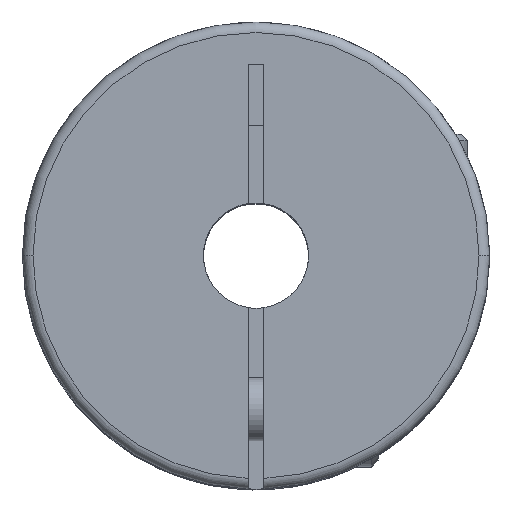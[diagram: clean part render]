
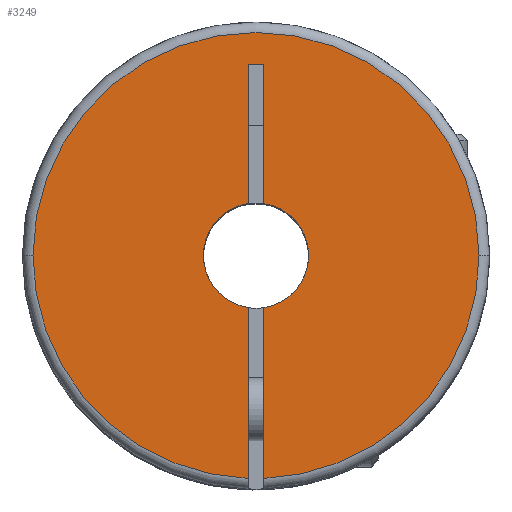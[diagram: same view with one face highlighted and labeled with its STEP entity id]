
A CAD part, top view. The second image highlights one B-rep face of the part: STEP entity #3249.
In plain terms, the highlighted planar face has unit normal (0, 0, 1).
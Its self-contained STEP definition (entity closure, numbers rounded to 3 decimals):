
#24 = EDGE_CURVE ( 'NONE', #1515, #1100, #2194, .T. ) ;
#49 = CARTESIAN_POINT ( 'NONE',  ( 0., 0., 0. ) ) ;
#51 = ORIENTED_EDGE ( 'NONE', *, *, #450, .F. ) ;
#64 = CARTESIAN_POINT ( 'NONE',  ( -0.375, 9.1, 0. ) ) ;
#85 = VERTEX_POINT ( 'NONE', #764 ) ;
#121 = CARTESIAN_POINT ( 'NONE',  ( 0.375, 9.1, 0. ) ) ;
#162 = ORIENTED_EDGE ( 'NONE', *, *, #2182, .F. ) ;
#182 = CIRCLE ( 'NONE', #2015, 10.6 ) ;
#189 = CARTESIAN_POINT ( 'NONE',  ( 0.375, -11.1, 0. ) ) ;
#199 = DIRECTION ( 'NONE',  ( -1., 0., 0. ) ) ;
#201 = DIRECTION ( 'NONE',  ( 0., -1., 0. ) ) ;
#222 = LINE ( 'NONE', #189, #1643 ) ;
#255 = CARTESIAN_POINT ( 'NONE',  ( 0., 0., 0. ) ) ;
#312 = AXIS2_PLACEMENT_3D ( 'NONE', #446, #1899, #3443 ) ;
#402 = VERTEX_POINT ( 'NONE', #121 ) ;
#440 = EDGE_CURVE ( 'NONE', #1963, #402, #993, .T. ) ;
#442 = CARTESIAN_POINT ( 'NONE',  ( 0., 0., 0. ) ) ;
#446 = CARTESIAN_POINT ( 'NONE',  ( 0., 0., 0. ) ) ;
#450 = EDGE_CURVE ( 'NONE', #3757, #1634, #653, .T. ) ;
#653 = LINE ( 'NONE', #64, #1816 ) ;
#764 = CARTESIAN_POINT ( 'NONE',  ( 10.6, 0., 0. ) ) ;
#802 = DIRECTION ( 'NONE',  ( 0., 1., 0. ) ) ;
#842 = DIRECTION ( 'NONE',  ( 0., 0., -1. ) ) ;
#943 = DIRECTION ( 'NONE',  ( 0., 0., -1. ) ) ;
#993 = LINE ( 'NONE', #3752, #3847 ) ;
#1011 = ORIENTED_EDGE ( 'NONE', *, *, #1311, .F. ) ;
#1033 = VERTEX_POINT ( 'NONE', #3483 ) ;
#1100 = VERTEX_POINT ( 'NONE', #1472 ) ;
#1103 = EDGE_CURVE ( 'NONE', #1033, #2736, #182, .T. ) ;
#1112 = CARTESIAN_POINT ( 'NONE',  ( 0.375, 9.1, 0. ) ) ;
#1311 = EDGE_CURVE ( 'NONE', #1515, #1033, #1723, .T. ) ;
#1377 = ORIENTED_EDGE ( 'NONE', *, *, #2803, .T. ) ;
#1396 = CARTESIAN_POINT ( 'NONE',  ( -0.375, 9.1, 0. ) ) ;
#1459 = DIRECTION ( 'NONE',  ( 0., 0., -1. ) ) ;
#1472 = CARTESIAN_POINT ( 'NONE',  ( -2.5, 0., 0. ) ) ;
#1484 = CARTESIAN_POINT ( 'NONE',  ( -0.375, -2.472, 0. ) ) ;
#1495 = CARTESIAN_POINT ( 'NONE',  ( 0.375, 2.472, 0. ) ) ;
#1515 = VERTEX_POINT ( 'NONE', #1484 ) ;
#1589 = CARTESIAN_POINT ( 'NONE',  ( -0.375, 2.472, 0. ) ) ;
#1634 = VERTEX_POINT ( 'NONE', #1589 ) ;
#1643 = VECTOR ( 'NONE', #802, 1000. ) ;
#1651 = DIRECTION ( 'NONE',  ( 0., 0., -1. ) ) ;
#1723 = LINE ( 'NONE', #2233, #3916 ) ;
#1769 = CARTESIAN_POINT ( 'NONE',  ( -10.6, 0., 0. ) ) ;
#1790 = DIRECTION ( 'NONE',  ( -1., 0., 0. ) ) ;
#1797 = DIRECTION ( 'NONE',  ( 0., 0., -1. ) ) ;
#1816 = VECTOR ( 'NONE', #1864, 1000. ) ;
#1817 = DIRECTION ( 'NONE',  ( 0., -1., 0. ) ) ;
#1825 = CARTESIAN_POINT ( 'NONE',  ( 0., 0., 0. ) ) ;
#1829 = CIRCLE ( 'NONE', #312, 2.5 ) ;
#1863 = ORIENTED_EDGE ( 'NONE', *, *, #2030, .T. ) ;
#1864 = DIRECTION ( 'NONE',  ( 0., -1., 0. ) ) ;
#1899 = DIRECTION ( 'NONE',  ( 0., 0., -1. ) ) ;
#1963 = VERTEX_POINT ( 'NONE', #1495 ) ;
#2010 = DIRECTION ( 'NONE',  ( -1., 0., 0. ) ) ;
#2015 = AXIS2_PLACEMENT_3D ( 'NONE', #2416, #2332, #1790 ) ;
#2030 = EDGE_CURVE ( 'NONE', #1963, #3058, #1829, .T. ) ;
#2182 = EDGE_CURVE ( 'NONE', #2830, #3058, #222, .T. ) ;
#2192 = CIRCLE ( 'NONE', #3779, 10.6 ) ;
#2194 = CIRCLE ( 'NONE', #2387, 2.5 ) ;
#2199 = DIRECTION ( 'NONE',  ( 0., 1., 0. ) ) ;
#2208 = EDGE_CURVE ( 'NONE', #85, #2830, #2634, .T. ) ;
#2210 = AXIS2_PLACEMENT_3D ( 'NONE', #1825, #943, #3591 ) ;
#2233 = CARTESIAN_POINT ( 'NONE',  ( -0.375, 9.1, 0. ) ) ;
#2247 = ORIENTED_EDGE ( 'NONE', *, *, #3624, .F. ) ;
#2282 = VECTOR ( 'NONE', #199, 1000. ) ;
#2330 = CARTESIAN_POINT ( 'NONE',  ( 0., 0., 0. ) ) ;
#2332 = DIRECTION ( 'NONE',  ( 0., 0., -1. ) ) ;
#2387 = AXIS2_PLACEMENT_3D ( 'NONE', #442, #1651, #3376 ) ;
#2416 = CARTESIAN_POINT ( 'NONE',  ( 0., 0., 0. ) ) ;
#2477 = ORIENTED_EDGE ( 'NONE', *, *, #440, .F. ) ;
#2502 = CARTESIAN_POINT ( 'NONE',  ( 0.375, -2.472, 0. ) ) ;
#2601 = LINE ( 'NONE', #1112, #2282 ) ;
#2634 = CIRCLE ( 'NONE', #3460, 10.6 ) ;
#2692 = FACE_OUTER_BOUND ( 'NONE', #3014, .T. ) ;
#2736 = VERTEX_POINT ( 'NONE', #1769 ) ;
#2803 = EDGE_CURVE ( 'NONE', #1100, #1634, #3102, .T. ) ;
#2830 = VERTEX_POINT ( 'NONE', #3048 ) ;
#3014 = EDGE_LOOP ( 'NONE', ( #3399, #1011, #3911, #1377, #51, #3704, #2477, #1863, #162, #3256, #2247 ) ) ;
#3048 = CARTESIAN_POINT ( 'NONE',  ( 0.375, -10.593, 0. ) ) ;
#3058 = VERTEX_POINT ( 'NONE', #2502 ) ;
#3102 = CIRCLE ( 'NONE', #2210, 2.5 ) ;
#3126 = EDGE_CURVE ( 'NONE', #402, #3757, #2601, .T. ) ;
#3249 = ADVANCED_FACE ( 'NONE', ( #2692 ), #3586, .F. ) ;
#3256 = ORIENTED_EDGE ( 'NONE', *, *, #2208, .F. ) ;
#3289 = AXIS2_PLACEMENT_3D ( 'NONE', #255, #1797, #1817 ) ;
#3376 = DIRECTION ( 'NONE',  ( -1., 0., 0. ) ) ;
#3399 = ORIENTED_EDGE ( 'NONE', *, *, #1103, .F. ) ;
#3443 = DIRECTION ( 'NONE',  ( -1., 0., 0. ) ) ;
#3460 = AXIS2_PLACEMENT_3D ( 'NONE', #2330, #842, #2010 ) ;
#3483 = CARTESIAN_POINT ( 'NONE',  ( -0.375, -10.593, 0. ) ) ;
#3586 = PLANE ( 'NONE',  #3289 ) ;
#3591 = DIRECTION ( 'NONE',  ( -1., 0., 0. ) ) ;
#3624 = EDGE_CURVE ( 'NONE', #2736, #85, #2192, .T. ) ;
#3704 = ORIENTED_EDGE ( 'NONE', *, *, #3126, .F. ) ;
#3752 = CARTESIAN_POINT ( 'NONE',  ( 0.375, -11.1, 0. ) ) ;
#3757 = VERTEX_POINT ( 'NONE', #1396 ) ;
#3779 = AXIS2_PLACEMENT_3D ( 'NONE', #49, #1459, #3897 ) ;
#3847 = VECTOR ( 'NONE', #2199, 1000. ) ;
#3897 = DIRECTION ( 'NONE',  ( -1., 0., 0. ) ) ;
#3911 = ORIENTED_EDGE ( 'NONE', *, *, #24, .T. ) ;
#3916 = VECTOR ( 'NONE', #201, 1000. ) ;
